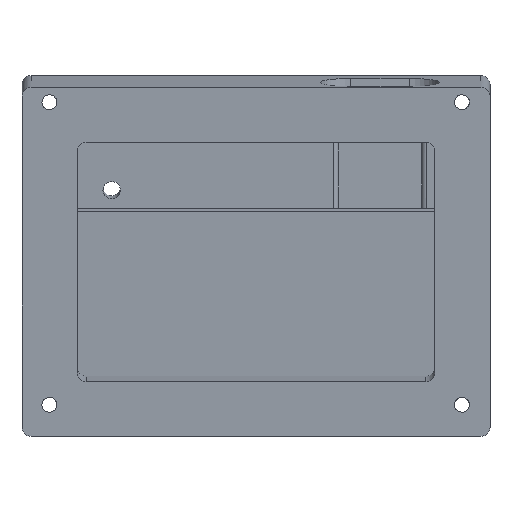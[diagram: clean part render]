
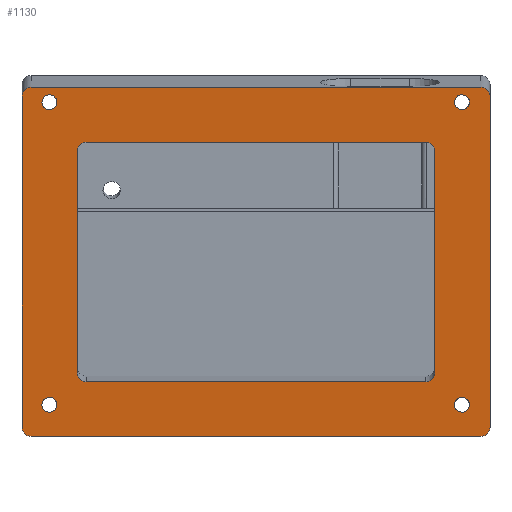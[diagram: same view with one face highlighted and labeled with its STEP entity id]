
A CAD part, top view. The second image highlights one B-rep face of the part: STEP entity #1130.
In plain terms, the highlighted planar face has unit normal (0, -0.122, 0.993).
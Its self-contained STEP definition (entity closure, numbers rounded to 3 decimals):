
#26=ELLIPSE('',#1238,0.818,0.812);
#27=ELLIPSE('',#1240,0.818,0.812);
#28=ELLIPSE('',#1242,0.818,0.812);
#29=ELLIPSE('',#1245,0.818,0.812);
#69=FACE_BOUND('',#200,.T.);
#70=FACE_BOUND('',#201,.T.);
#71=FACE_BOUND('',#202,.T.);
#72=FACE_BOUND('',#203,.T.);
#73=FACE_BOUND('',#204,.T.);
#126=FACE_OUTER_BOUND('',#199,.T.);
#199=EDGE_LOOP('',(#977,#978,#979,#980,#981,#982,#983,#984));
#200=EDGE_LOOP('',(#985));
#201=EDGE_LOOP('',(#986));
#202=EDGE_LOOP('',(#987));
#203=EDGE_LOOP('',(#988));
#204=EDGE_LOOP('',(#989,#990,#991,#992,#993,#994,#995,#996));
#254=LINE('',#1735,#357);
#258=LINE('',#1744,#361);
#276=LINE('',#1795,#379);
#297=LINE('',#1866,#400);
#309=LINE('',#1910,#412);
#310=LINE('',#1914,#413);
#311=LINE('',#1918,#414);
#312=LINE('',#1921,#415);
#357=VECTOR('',#1380,10.);
#361=VECTOR('',#1390,10.);
#379=VECTOR('',#1444,10.);
#400=VECTOR('',#1519,10.);
#412=VECTOR('',#1573,10.);
#413=VECTOR('',#1576,10.);
#414=VECTOR('',#1581,10.);
#415=VECTOR('',#1584,10.);
#436=CIRCLE('',#1189,1.);
#446=CIRCLE('',#1219,1.);
#456=CIRCLE('',#1255,1.);
#457=CIRCLE('',#1257,1.);
#458=CIRCLE('',#1258,1.);
#459=CIRCLE('',#1259,1.);
#460=CIRCLE('',#1260,1.);
#461=CIRCLE('',#1261,1.);
#511=VERTEX_POINT('',#1732);
#512=VERTEX_POINT('',#1734);
#513=VERTEX_POINT('',#1738);
#514=VERTEX_POINT('',#1742);
#528=VERTEX_POINT('',#1792);
#529=VERTEX_POINT('',#1794);
#542=VERTEX_POINT('',#1823);
#551=VERTEX_POINT('',#1863);
#552=VERTEX_POINT('',#1865);
#554=VERTEX_POINT('',#1871);
#555=VERTEX_POINT('',#1875);
#556=VERTEX_POINT('',#1879);
#558=VERTEX_POINT('',#1885);
#561=VERTEX_POINT('',#1903);
#562=VERTEX_POINT('',#1905);
#563=VERTEX_POINT('',#1909);
#564=VERTEX_POINT('',#1911);
#565=VERTEX_POINT('',#1913);
#566=VERTEX_POINT('',#1916);
#567=VERTEX_POINT('',#1920);
#628=EDGE_CURVE('',#512,#511,#254,.T.);
#631=EDGE_CURVE('',#513,#511,#436,.T.);
#633=EDGE_CURVE('',#513,#514,#258,.T.);
#657=EDGE_CURVE('',#529,#528,#276,.T.);
#672=EDGE_CURVE('',#542,#514,#446,.T.);
#692=EDGE_CURVE('',#552,#551,#297,.T.);
#696=EDGE_CURVE('',#554,#554,#26,.T.);
#698=EDGE_CURVE('',#555,#555,#27,.T.);
#700=EDGE_CURVE('',#556,#556,#28,.T.);
#703=EDGE_CURVE('',#558,#558,#29,.T.);
#711=EDGE_CURVE('',#561,#562,#456,.T.);
#713=EDGE_CURVE('',#563,#561,#309,.T.);
#714=EDGE_CURVE('',#564,#563,#457,.T.);
#715=EDGE_CURVE('',#564,#565,#310,.T.);
#716=EDGE_CURVE('',#552,#565,#458,.T.);
#717=EDGE_CURVE('',#566,#551,#459,.T.);
#718=EDGE_CURVE('',#566,#562,#311,.T.);
#719=EDGE_CURVE('',#512,#528,#460,.T.);
#720=EDGE_CURVE('',#542,#567,#312,.T.);
#721=EDGE_CURVE('',#529,#567,#461,.T.);
#977=ORIENTED_EDGE('',*,*,#711,.F.);
#978=ORIENTED_EDGE('',*,*,#713,.F.);
#979=ORIENTED_EDGE('',*,*,#714,.F.);
#980=ORIENTED_EDGE('',*,*,#715,.T.);
#981=ORIENTED_EDGE('',*,*,#716,.F.);
#982=ORIENTED_EDGE('',*,*,#692,.T.);
#983=ORIENTED_EDGE('',*,*,#717,.F.);
#984=ORIENTED_EDGE('',*,*,#718,.T.);
#985=ORIENTED_EDGE('',*,*,#696,.T.);
#986=ORIENTED_EDGE('',*,*,#698,.T.);
#987=ORIENTED_EDGE('',*,*,#700,.T.);
#988=ORIENTED_EDGE('',*,*,#703,.T.);
#989=ORIENTED_EDGE('',*,*,#657,.T.);
#990=ORIENTED_EDGE('',*,*,#719,.F.);
#991=ORIENTED_EDGE('',*,*,#628,.T.);
#992=ORIENTED_EDGE('',*,*,#631,.F.);
#993=ORIENTED_EDGE('',*,*,#633,.T.);
#994=ORIENTED_EDGE('',*,*,#672,.F.);
#995=ORIENTED_EDGE('',*,*,#720,.T.);
#996=ORIENTED_EDGE('',*,*,#721,.F.);
#1074=PLANE('',#1256);
#1130=ADVANCED_FACE('',(#126,#69,#70,#71,#72,#73),#1074,.T.);
#1189=AXIS2_PLACEMENT_3D('',#1740,#1385,#1386);
#1219=AXIS2_PLACEMENT_3D('',#1825,#1471,#1472);
#1238=AXIS2_PLACEMENT_3D('',#1873,#1526,#1527);
#1240=AXIS2_PLACEMENT_3D('',#1877,#1531,#1532);
#1242=AXIS2_PLACEMENT_3D('',#1881,#1536,#1537);
#1245=AXIS2_PLACEMENT_3D('',#1887,#1543,#1544);
#1255=AXIS2_PLACEMENT_3D('',#1906,#1568,#1569);
#1256=AXIS2_PLACEMENT_3D('',#1908,#1571,#1572);
#1257=AXIS2_PLACEMENT_3D('',#1912,#1574,#1575);
#1258=AXIS2_PLACEMENT_3D('',#1915,#1577,#1578);
#1259=AXIS2_PLACEMENT_3D('',#1917,#1579,#1580);
#1260=AXIS2_PLACEMENT_3D('',#1919,#1582,#1583);
#1261=AXIS2_PLACEMENT_3D('',#1922,#1585,#1586);
#1380=DIRECTION('',(-1.,0.,0.));
#1385=DIRECTION('center_axis',(0.,-0.122,0.993));
#1386=DIRECTION('ref_axis',(-0.707,-0.702,-0.086));
#1390=DIRECTION('',(0.,0.993,0.122));
#1444=DIRECTION('',(0.,-0.993,-0.122));
#1471=DIRECTION('center_axis',(0.,-0.122,0.993));
#1472=DIRECTION('ref_axis',(-0.707,0.702,0.086));
#1519=DIRECTION('',(-1.,0.,0.));
#1526=DIRECTION('center_axis',(0.,0.122,-0.993));
#1527=DIRECTION('ref_axis',(0.,0.993,0.122));
#1531=DIRECTION('center_axis',(0.,0.122,-0.993));
#1532=DIRECTION('ref_axis',(0.,0.993,0.122));
#1536=DIRECTION('center_axis',(0.,0.122,-0.993));
#1537=DIRECTION('ref_axis',(0.,0.993,0.122));
#1543=DIRECTION('center_axis',(0.,0.122,-0.993));
#1544=DIRECTION('ref_axis',(0.,0.993,0.122));
#1568=DIRECTION('center_axis',(0.,0.122,-0.993));
#1569=DIRECTION('ref_axis',(-0.707,-0.702,-0.086));
#1571=DIRECTION('center_axis',(0.,-0.122,0.993));
#1572=DIRECTION('ref_axis',(0.,0.993,0.122));
#1573=DIRECTION('',(-1.,0.,0.));
#1574=DIRECTION('center_axis',(0.,0.122,-0.993));
#1575=DIRECTION('ref_axis',(0.707,-0.702,-0.086));
#1576=DIRECTION('',(0.,0.993,0.122));
#1577=DIRECTION('center_axis',(0.,0.122,-0.993));
#1578=DIRECTION('ref_axis',(0.707,0.702,0.086));
#1579=DIRECTION('center_axis',(0.,0.122,-0.993));
#1580=DIRECTION('ref_axis',(-0.707,0.702,0.086));
#1581=DIRECTION('',(0.,-0.993,-0.122));
#1582=DIRECTION('center_axis',(0.,-0.122,0.993));
#1583=DIRECTION('ref_axis',(0.707,-0.702,-0.086));
#1584=DIRECTION('',(1.,0.,0.));
#1585=DIRECTION('center_axis',(0.,-0.122,0.993));
#1586=DIRECTION('ref_axis',(0.707,0.702,0.086));
#1732=CARTESIAN_POINT('',(0.525,-0.231,0.015));
#1734=CARTESIAN_POINT('',(37.575,-0.231,0.015));
#1735=CARTESIAN_POINT('',(41.575,-0.231,0.015));
#1738=CARTESIAN_POINT('',(-0.475,0.761,0.137));
#1740=CARTESIAN_POINT('Origin',(0.525,0.761,0.137));
#1742=CARTESIAN_POINT('',(-0.475,24.925,3.104));
#1744=CARTESIAN_POINT('',(-0.475,-3.209,-0.351));
#1792=CARTESIAN_POINT('',(38.575,0.761,0.137));
#1794=CARTESIAN_POINT('',(38.575,24.925,3.104));
#1795=CARTESIAN_POINT('',(38.575,9.865,1.255));
#1823=CARTESIAN_POINT('',(0.525,25.917,3.226));
#1825=CARTESIAN_POINT('Origin',(0.525,24.925,3.104));
#1863=CARTESIAN_POINT('',(-5.475,31.873,3.957));
#1865=CARTESIAN_POINT('',(43.575,31.873,3.957));
#1866=CARTESIAN_POINT('',(44.575,31.873,3.957));
#1871=CARTESIAN_POINT('',(-4.3,-2.739,-0.293));
#1873=CARTESIAN_POINT('Origin',(-3.488,-2.739,-0.293));
#1875=CARTESIAN_POINT('',(-4.3,30.261,3.759));
#1877=CARTESIAN_POINT('Origin',(-3.488,30.261,3.759));
#1879=CARTESIAN_POINT('',(40.7,30.261,3.759));
#1881=CARTESIAN_POINT('Origin',(41.512,30.261,3.759));
#1885=CARTESIAN_POINT('',(40.7,-2.739,-0.293));
#1887=CARTESIAN_POINT('Origin',(41.512,-2.739,-0.293));
#1903=CARTESIAN_POINT('',(-5.475,-6.187,-0.716));
#1905=CARTESIAN_POINT('',(-6.475,-5.194,-0.594));
#1906=CARTESIAN_POINT('Origin',(-5.475,-5.194,-0.594));
#1908=CARTESIAN_POINT('Origin',(44.575,-6.187,-0.716));
#1909=CARTESIAN_POINT('',(43.575,-6.187,-0.716));
#1910=CARTESIAN_POINT('',(44.575,-6.187,-0.716));
#1911=CARTESIAN_POINT('',(44.575,-5.194,-0.594));
#1912=CARTESIAN_POINT('Origin',(43.575,-5.194,-0.594));
#1913=CARTESIAN_POINT('',(44.575,30.88,3.835));
#1914=CARTESIAN_POINT('',(44.575,-6.187,-0.716));
#1915=CARTESIAN_POINT('Origin',(43.575,30.88,3.835));
#1916=CARTESIAN_POINT('',(-6.475,30.88,3.835));
#1917=CARTESIAN_POINT('Origin',(-5.475,30.88,3.835));
#1918=CARTESIAN_POINT('',(-6.475,12.843,1.62));
#1919=CARTESIAN_POINT('Origin',(37.575,0.761,0.137));
#1920=CARTESIAN_POINT('',(37.575,25.917,3.226));
#1921=CARTESIAN_POINT('',(22.05,25.917,3.226));
#1922=CARTESIAN_POINT('Origin',(37.575,24.925,3.104));
